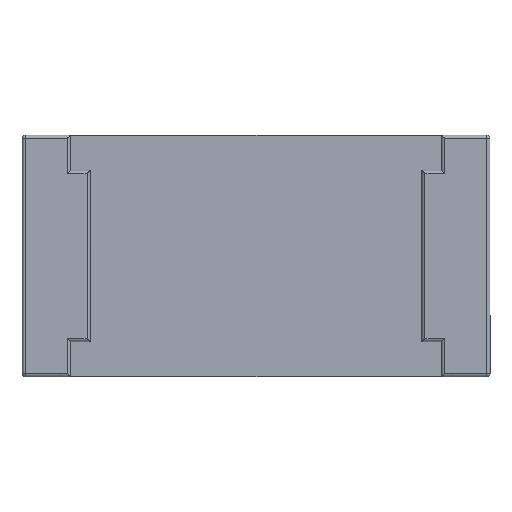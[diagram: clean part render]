
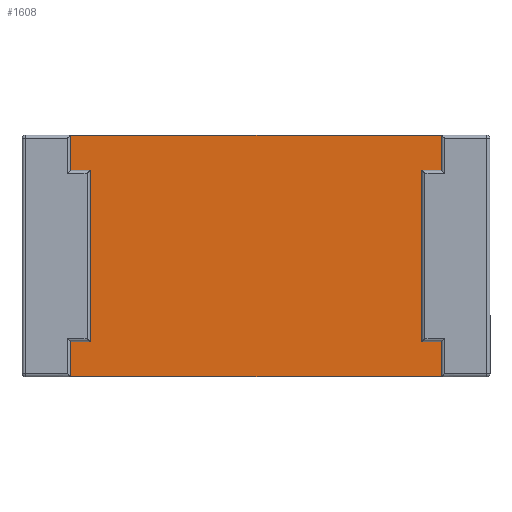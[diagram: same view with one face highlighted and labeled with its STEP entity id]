
A CAD part, front view. The second image highlights one B-rep face of the part: STEP entity #1608.
In plain terms, the highlighted planar face has unit normal (0, -1, 0).
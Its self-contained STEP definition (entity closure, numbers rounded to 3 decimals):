
#30 = CARTESIAN_POINT ( 'NONE',  ( -1.229, 0.04, -0.8 ) ) ;
#49 = CARTESIAN_POINT ( 'NONE',  ( 1.229, 0.04, -0.8 ) ) ;
#82 = CARTESIAN_POINT ( 'NONE',  ( 1.229, 0.04, 0.8 ) ) ;
#86 = CARTESIAN_POINT ( 'NONE',  ( 1.229, 0.04, -0.567 ) ) ;
#88 = LINE ( 'NONE', #89, #93 ) ;
#89 = CARTESIAN_POINT ( 'NONE',  ( 1.229, 0.04, -0.8 ) ) ;
#93 = VECTOR ( 'NONE', #95, 1000. ) ;
#95 = DIRECTION ( 'NONE',  ( 0., 0., 1. ) ) ;
#136 = LINE ( 'NONE', #86, #209 ) ;
#200 = DIRECTION ( 'NONE',  ( -1., 0., 0. ) ) ;
#201 = VECTOR ( 'NONE', #200, 1000. ) ;
#202 = CARTESIAN_POINT ( 'NONE',  ( 1.229, 0.04, 0.567 ) ) ;
#209 = VECTOR ( 'NONE', #219, 1000. ) ;
#218 = LINE ( 'NONE', #202, #201 ) ;
#219 = DIRECTION ( 'NONE',  ( -1., 0., 0. ) ) ;
#376 = DIRECTION ( 'NONE',  ( 0., 0., -1. ) ) ;
#377 = VECTOR ( 'NONE', #376, 1000. ) ;
#378 = CARTESIAN_POINT ( 'NONE',  ( 1.229, 0.04, 0.8 ) ) ;
#379 = LINE ( 'NONE', #378, #377 ) ;
#383 = VECTOR ( 'NONE', #385, 1000. ) ;
#385 = DIRECTION ( 'NONE',  ( 0., 0., 1. ) ) ;
#386 = CARTESIAN_POINT ( 'NONE',  ( 1.099, 0.04, -0.567 ) ) ;
#403 = CARTESIAN_POINT ( 'NONE',  ( 1.099, 0.04, 0.567 ) ) ;
#428 = CARTESIAN_POINT ( 'NONE',  ( 1.099, 0.04, -0.567 ) ) ;
#429 = LINE ( 'NONE', #428, #383 ) ;
#455 = CARTESIAN_POINT ( 'NONE',  ( 1.229, 0.04, -0.567 ) ) ;
#472 = VECTOR ( 'NONE', #487, 1000. ) ;
#476 = LINE ( 'NONE', #516, #480 ) ;
#480 = VECTOR ( 'NONE', #483, 1000. ) ;
#483 = DIRECTION ( 'NONE',  ( 0., 0., 1. ) ) ;
#487 = DIRECTION ( 'NONE',  ( 0., 0., 1. ) ) ;
#516 = CARTESIAN_POINT ( 'NONE',  ( -1.229, 0.04, -0.8 ) ) ;
#517 = CARTESIAN_POINT ( 'NONE',  ( -1.229, 0.04, -0.567 ) ) ;
#518 = CARTESIAN_POINT ( 'NONE',  ( -1.099, 0.04, -0.567 ) ) ;
#552 = PLANE ( 'NONE',  #556 ) ;
#556 = AXIS2_PLACEMENT_3D ( 'NONE', #569, #568, #567 ) ;
#561 = CARTESIAN_POINT ( 'NONE',  ( -1.229, 0.04, -0.567 ) ) ;
#562 = LINE ( 'NONE', #561, #595 ) ;
#567 = DIRECTION ( 'NONE',  ( 0., 0., -1. ) ) ;
#568 = DIRECTION ( 'NONE',  ( 0., -1., 0. ) ) ;
#569 = CARTESIAN_POINT ( 'NONE',  ( -1.229, 0.04, 0.567 ) ) ;
#570 = LINE ( 'NONE', #590, #472 ) ;
#571 = CARTESIAN_POINT ( 'NONE',  ( -1.229, 0.04, 0.567 ) ) ;
#572 = LINE ( 'NONE', #571, #579 ) ;
#573 = DIRECTION ( 'NONE',  ( 1., 0., 0. ) ) ;
#578 = FACE_OUTER_BOUND ( 'NONE', #1607, .T. ) ;
#579 = VECTOR ( 'NONE', #573, 1000. ) ;
#590 = CARTESIAN_POINT ( 'NONE',  ( -1.099, 0.04, -0.567 ) ) ;
#594 = DIRECTION ( 'NONE',  ( 1., 0., 0. ) ) ;
#595 = VECTOR ( 'NONE', #594, 1000. ) ;
#596 = CARTESIAN_POINT ( 'NONE',  ( -1.099, 0.04, 0.567 ) ) ;
#1431 = VERTEX_POINT ( 'NONE', #30 ) ;
#1439 = VERTEX_POINT ( 'NONE', #49 ) ;
#1449 = VERTEX_POINT ( 'NONE', #82 ) ;
#1522 = ORIENTED_EDGE ( 'NONE', *, *, #1615, .T. ) ;
#1534 = EDGE_CURVE ( 'NONE', #2236, #1551, #218, .T. ) ;
#1544 = EDGE_CURVE ( 'NONE', #1554, #1551, #429, .T. ) ;
#1551 = VERTEX_POINT ( 'NONE', #403 ) ;
#1554 = VERTEX_POINT ( 'NONE', #386 ) ;
#1555 = EDGE_CURVE ( 'NONE', #1449, #2236, #379, .T. ) ;
#1563 = VERTEX_POINT ( 'NONE', #455 ) ;
#1571 = EDGE_CURVE ( 'NONE', #1563, #1554, #136, .T. ) ;
#1572 = EDGE_CURVE ( 'NONE', #1439, #1563, #88, .T. ) ;
#1579 = EDGE_CURVE ( 'NONE', #1431, #1580, #476, .T. ) ;
#1580 = VERTEX_POINT ( 'NONE', #517 ) ;
#1584 = VERTEX_POINT ( 'NONE', #518 ) ;
#1594 = VERTEX_POINT ( 'NONE', #596 ) ;
#1596 = ORIENTED_EDGE ( 'NONE', *, *, #2242, .T. ) ;
#1597 = EDGE_CURVE ( 'NONE', #1580, #1584, #562, .T. ) ;
#1607 = EDGE_LOOP ( 'NONE', ( #1596, #1522, #1629, #1625, #1626, #1620, #1619, #1630, #1631, #1618, #1623, #1690 ) ) ;
#1608 = ADVANCED_FACE ( 'NONE', ( #578 ), #552, .T. ) ;
#1614 = EDGE_CURVE ( 'NONE', #1584, #1594, #570, .T. ) ;
#1615 = EDGE_CURVE ( 'NONE', #2227, #1594, #572, .T. ) ;
#1618 = ORIENTED_EDGE ( 'NONE', *, *, #1534, .F. ) ;
#1619 = ORIENTED_EDGE ( 'NONE', *, *, #1572, .T. ) ;
#1620 = ORIENTED_EDGE ( 'NONE', *, *, #1663, .T. ) ;
#1623 = ORIENTED_EDGE ( 'NONE', *, *, #1555, .F. ) ;
#1625 = ORIENTED_EDGE ( 'NONE', *, *, #1597, .F. ) ;
#1626 = ORIENTED_EDGE ( 'NONE', *, *, #1579, .F. ) ;
#1629 = ORIENTED_EDGE ( 'NONE', *, *, #1614, .F. ) ;
#1630 = ORIENTED_EDGE ( 'NONE', *, *, #1571, .T. ) ;
#1631 = ORIENTED_EDGE ( 'NONE', *, *, #1544, .T. ) ;
#1648 = EDGE_CURVE ( 'NONE', #1674, #1449, #5479, .T. ) ;
#1663 = EDGE_CURVE ( 'NONE', #1431, #1439, #5488, .T. ) ;
#1674 = VERTEX_POINT ( 'NONE', #5543 ) ;
#1690 = ORIENTED_EDGE ( 'NONE', *, *, #1648, .F. ) ;
#2227 = VERTEX_POINT ( 'NONE', #3074 ) ;
#2236 = VERTEX_POINT ( 'NONE', #3084 ) ;
#2242 = EDGE_CURVE ( 'NONE', #1674, #2227, #3062, .T. ) ;
#3046 = DIRECTION ( 'NONE',  ( 0., 0., -1. ) ) ;
#3047 = VECTOR ( 'NONE', #3046, 1000. ) ;
#3061 = CARTESIAN_POINT ( 'NONE',  ( -1.229, 0.04, 0.8 ) ) ;
#3062 = LINE ( 'NONE', #3061, #3047 ) ;
#3074 = CARTESIAN_POINT ( 'NONE',  ( -1.229, 0.04, 0.567 ) ) ;
#3084 = CARTESIAN_POINT ( 'NONE',  ( 1.229, 0.04, 0.567 ) ) ;
#5479 = LINE ( 'NONE', #5547, #5503 ) ;
#5486 = VECTOR ( 'NONE', #5497, 1000. ) ;
#5487 = CARTESIAN_POINT ( 'NONE',  ( -1.229, 0.04, -0.8 ) ) ;
#5488 = LINE ( 'NONE', #5487, #5486 ) ;
#5497 = DIRECTION ( 'NONE',  ( 1., 0., 0. ) ) ;
#5503 = VECTOR ( 'NONE', #5580, 1000. ) ;
#5543 = CARTESIAN_POINT ( 'NONE',  ( -1.229, 0.04, 0.8 ) ) ;
#5547 = CARTESIAN_POINT ( 'NONE',  ( -1.229, 0.04, 0.8 ) ) ;
#5580 = DIRECTION ( 'NONE',  ( 1., 0., 0. ) ) ;
